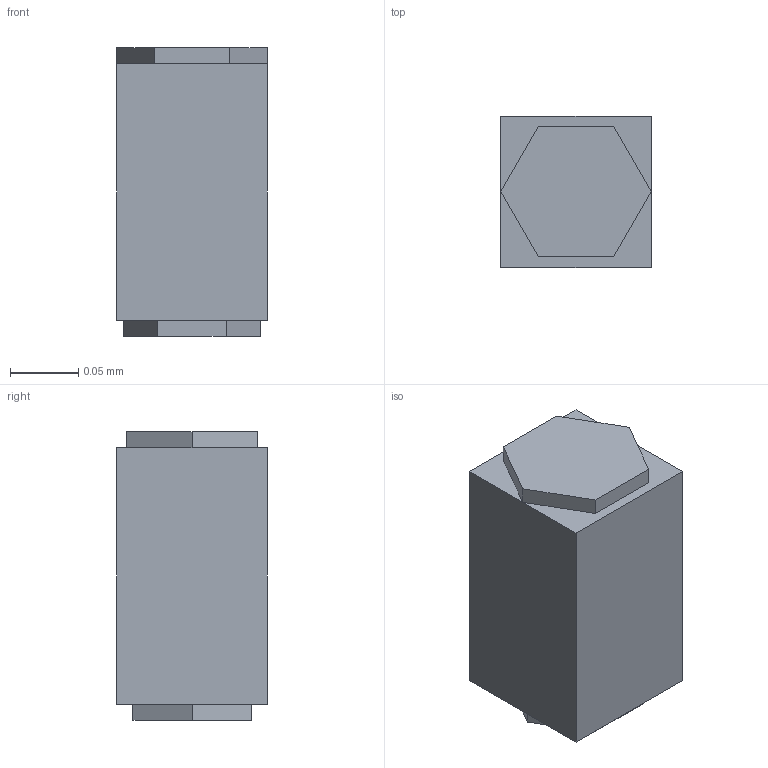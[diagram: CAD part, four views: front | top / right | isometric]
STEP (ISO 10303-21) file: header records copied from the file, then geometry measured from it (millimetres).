
FILE_DESCRIPTION(('HOOPS Exchange Step'),'2;1');
FILE_NAME('eBar.step','2025-07-24T15:10:25+02:00',('vkolchuzhin'),('Unknown organisation'),'HOOPS Exchange 2024.0','HOOPS Exchange','Unknown authorisation');
FILE_SCHEMA( ('AP242_MANAGED_MODEL_BASED_3D_ENGINEERING_MIM_LF {1 0 10303 442 1 1 4 }') );
Length unit declared in the file: millimetre
Products named in the file (1): eBar_intermediate
Bounding box: 0.11 x 0.11 x 0.21 mm (x, y, z)
Volume: 0 mm3; surface area: 0.3 mm2
Topology: 14 solids, 14 shells, 110 faces, 246 edges, 164 vertices
Faces by surface type: plane 110
Entity records: 3398 total; most frequent: CARTESIAN_POINT 522, ORIENTED_EDGE 492, DIRECTION 470, VECTOR 246, LINE 246, EDGE_CURVE 246, VERTEX_POINT 164, AXIS2_PLACEMENT_3D 112
